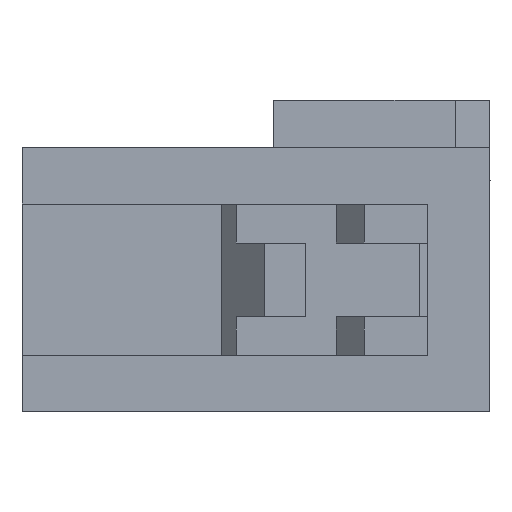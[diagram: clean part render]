
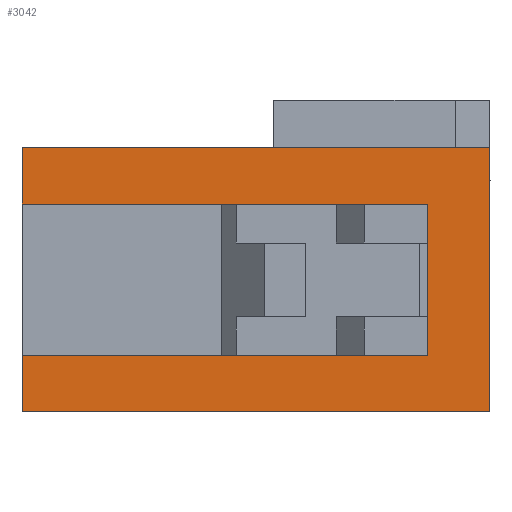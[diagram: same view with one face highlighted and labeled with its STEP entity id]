
A CAD part, left-side view. The second image highlights one B-rep face of the part: STEP entity #3042.
In plain terms, the highlighted planar face has unit normal (-1, 0, 0).
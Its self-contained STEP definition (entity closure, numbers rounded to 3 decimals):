
#3042=ADVANCED_FACE('',(#4278),#3663,.T.);
#3663=PLANE('',#15487);
#4278=FACE_OUTER_BOUND('',#4896,.T.);
#4896=EDGE_LOOP('',(#7357,#7358,#7359,#7360,#7361,#7362,#7363,#7364));
#7357=ORIENTED_EDGE('',*,*,#11276,.T.);
#7358=ORIENTED_EDGE('',*,*,#11251,.T.);
#7359=ORIENTED_EDGE('',*,*,#11258,.T.);
#7360=ORIENTED_EDGE('',*,*,#11278,.F.);
#7361=ORIENTED_EDGE('',*,*,#11279,.T.);
#7362=ORIENTED_EDGE('',*,*,#11280,.T.);
#7363=ORIENTED_EDGE('',*,*,#11281,.T.);
#7364=ORIENTED_EDGE('',*,*,#11282,.F.);
#9615=VERTEX_POINT('',#21540);
#9616=VERTEX_POINT('',#21542);
#9621=VERTEX_POINT('',#21555);
#9632=VERTEX_POINT('',#21592);
#9633=VERTEX_POINT('',#21596);
#9634=VERTEX_POINT('',#21598);
#9635=VERTEX_POINT('',#21600);
#9636=VERTEX_POINT('',#21602);
#11251=EDGE_CURVE('',#9616,#9615,#12980,.T.);
#11258=EDGE_CURVE('',#9615,#9621,#12987,.T.);
#11276=EDGE_CURVE('',#9632,#9616,#13005,.T.);
#11278=EDGE_CURVE('',#9633,#9621,#13007,.T.);
#11279=EDGE_CURVE('',#9633,#9634,#13008,.T.);
#11280=EDGE_CURVE('',#9634,#9635,#13009,.T.);
#11281=EDGE_CURVE('',#9635,#9636,#13010,.T.);
#11282=EDGE_CURVE('',#9632,#9636,#13011,.T.);
#12980=LINE('',#21541,#14697);
#12987=LINE('',#21556,#14704);
#13005=LINE('',#21591,#14722);
#13007=LINE('',#21595,#14724);
#13008=LINE('',#21597,#14725);
#13009=LINE('',#21599,#14726);
#13010=LINE('',#21601,#14727);
#13011=LINE('',#21603,#14728);
#14697=VECTOR('',#18106,1.);
#14704=VECTOR('',#18117,1.);
#14722=VECTOR('',#18149,1.);
#14724=VECTOR('',#18153,1.);
#14725=VECTOR('',#18154,1.);
#14726=VECTOR('',#18155,1.);
#14727=VECTOR('',#18156,1.);
#14728=VECTOR('',#18157,1.);
#15487=AXIS2_PLACEMENT_3D('',#21604,#18158,#18159);
#18106=DIRECTION('',(0.,0.,-1.));
#18117=DIRECTION('',(0.,1.,0.));
#18149=DIRECTION('',(0.,-1.,0.));
#18153=DIRECTION('',(0.,0.,1.));
#18154=DIRECTION('',(0.,-1.,0.));
#18155=DIRECTION('',(0.,0.,1.));
#18156=DIRECTION('',(0.,1.,0.));
#18157=DIRECTION('',(0.,0.,1.));
#18158=DIRECTION('',(-1.,0.,0.));
#18159=DIRECTION('',(0.,-1.,0.));
#21540=CARTESIAN_POINT('',(0.,1.45,1.3));
#21541=CARTESIAN_POINT('',(0.,1.45,4.8));
#21542=CARTESIAN_POINT('',(0.,1.45,4.8));
#21555=CARTESIAN_POINT('',(0.,10.8,1.3));
#21556=CARTESIAN_POINT('',(0.,1.45,1.3));
#21591=CARTESIAN_POINT('',(0.,10.8,4.8));
#21592=CARTESIAN_POINT('',(0.,10.8,4.8));
#21595=CARTESIAN_POINT('',(0.,10.8,0.));
#21596=CARTESIAN_POINT('',(0.,10.8,0.));
#21597=CARTESIAN_POINT('',(0.,10.8,0.));
#21598=CARTESIAN_POINT('',(0.,0.,0.));
#21599=CARTESIAN_POINT('',(0.,0.,0.));
#21600=CARTESIAN_POINT('',(0.,0.,6.1));
#21601=CARTESIAN_POINT('',(0.,0.,6.1));
#21602=CARTESIAN_POINT('',(0.,10.8,6.1));
#21603=CARTESIAN_POINT('',(0.,10.8,4.8));
#21604=CARTESIAN_POINT('',(0.,10.8,0.));
